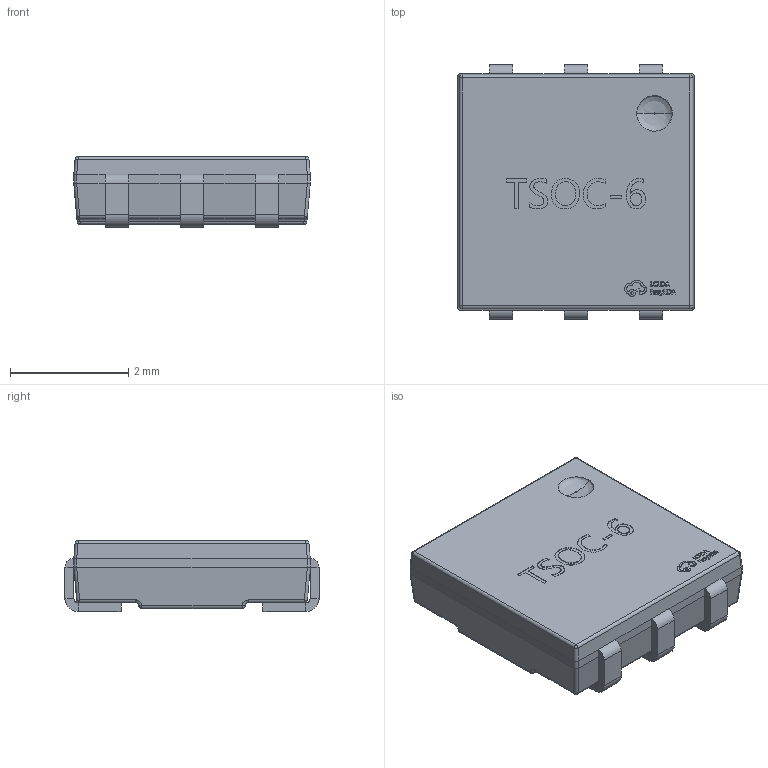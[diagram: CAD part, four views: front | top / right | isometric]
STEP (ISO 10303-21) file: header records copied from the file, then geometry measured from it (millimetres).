
FILE_DESCRIPTION (( 'STEP AP214' ), '1' );
FILE_NAME ('TSOC-6_L4.0-W4.0-H1.2-P1.27.step', '2022-08-04T09:15:42', ( '' ), ( '' ), 'SwSTEP 2.0', 'SolidWorks 2020', '' );
FILE_SCHEMA (( 'AUTOMOTIVE_DESIGN' ));
Length unit declared in the file: millimetre
Products named in the file (1): TSOC-6_L4.0-W4.0-H1.2-P1.27
Bounding box: 4 x 4.3 x 1.2 mm (x, y, z)
Volume: 17.7 mm3; surface area: 55.2 mm2
Topology: 14 solids, 14 shells, 521 faces, 1323 edges, 830 vertices
Faces by surface type: plane 305, bspline 158, cylinder 46, sphere 12
Entity records: 24975 total; most frequent: CARTESIAN_POINT 7669, ORIENTED_EDGE 2638, DIRECTION 1793, EDGE_CURVE 1319, VECTOR 913, LINE 913, VERTEX_POINT 830, EDGE_LOOP 549
